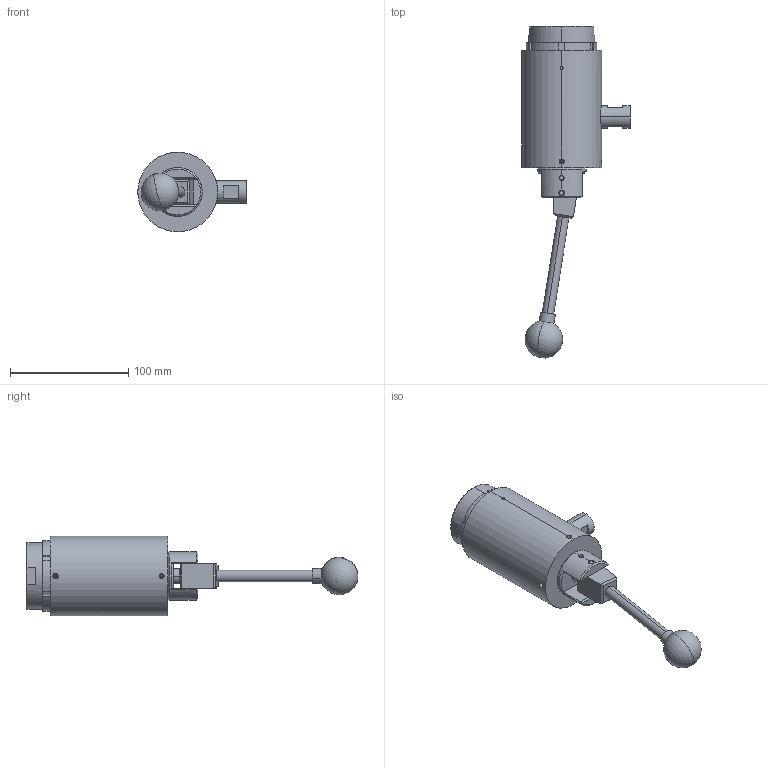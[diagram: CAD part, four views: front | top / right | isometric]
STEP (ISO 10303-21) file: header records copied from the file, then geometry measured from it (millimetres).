
FILE_DESCRIPTION (( 'STEP AP214' ), '1' );
FILE_NAME ('CTSC-004132.STEP', '2025-05-07T18:21:42', ( '' ), ( '' ), 'SwSTEP 2.0', 'SolidWorks 2023', '' );
FILE_SCHEMA (( 'AUTOMOTIVE_DESIGN' ));
Length unit declared in the file: inch
Products named in the file (1): CTSC-004132
Bounding box: 91.44 x 280.21 x 67.31 mm (x, y, z)
Volume: 356398.7 mm3; surface area: 85978.2 mm2
Topology: 14 solids, 16 shells, 542 faces, 1322 edges, 812 vertices
Faces by surface type: cylinder 223, plane 178, cone 124, bspline 15, sphere 2
Entity records: 32832 total; most frequent: CARTESIAN_POINT 13848, ORIENTED_EDGE 2598, DIRECTION 2364, EDGE_CURVE 1299, AXIS2_PLACEMENT_3D 906, VERTEX_POINT 809, EDGE_LOOP 598, VECTOR 552
